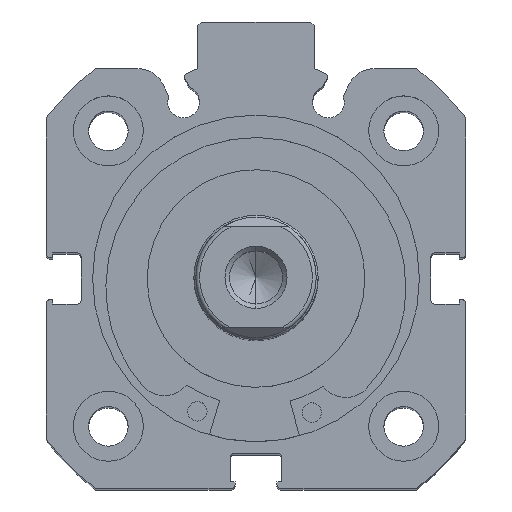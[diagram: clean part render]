
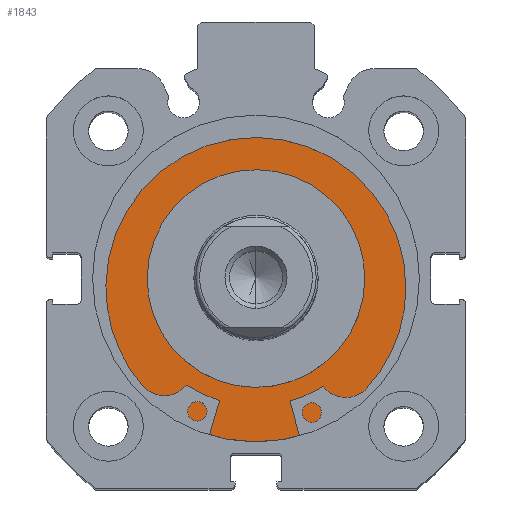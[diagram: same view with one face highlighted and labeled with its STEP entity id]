
A CAD part, top view. The second image highlights one B-rep face of the part: STEP entity #1843.
In plain terms, the highlighted face is planar.
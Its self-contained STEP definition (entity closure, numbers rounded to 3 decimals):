
#32 = DIRECTION ( 'NONE',  ( 0., 0., 1. ) ) ;
#33 = DIRECTION ( 'NONE',  ( -1., 0., 0. ) ) ;
#49 = CARTESIAN_POINT ( 'NONE',  ( 3.5, 0., 0. ) ) ;
#1125 = EDGE_CURVE ( 'NONE', #5853, #5852, #2356, .T. ) ;
#1198 = EDGE_CURVE ( 'NONE', #5833, #5877, #2468, .T. ) ;
#1240 = EDGE_CURVE ( 'NONE', #5877, #5833, #2529, .T. ) ;
#1278 = EDGE_CURVE ( 'NONE', #5852, #5853, #2581, .T. ) ;
#1507 = AXIS2_PLACEMENT_3D ( 'NONE', #49, #33, #32 ) ;
#1539 = AXIS2_PLACEMENT_3D ( 'NONE', #3282, #3290, #3291 ) ;
#1557 = AXIS2_PLACEMENT_3D ( 'NONE', #3393, #3401, #3402 ) ;
#1580 = AXIS2_PLACEMENT_3D ( 'NONE', #3495, #3505, #3506 ) ;
#1698 = AXIS2_PLACEMENT_3D ( 'NONE', #3969, #3971, #3972 ) ;
#1843 = ADVANCED_FACE ( 'NONE', ( #2848, #2851 ), #3970, .F. ) ;
#2356 = CIRCLE ( 'NONE', #1507, 14. ) ;
#2468 = CIRCLE ( 'NONE', #1539, 21. ) ;
#2529 = CIRCLE ( 'NONE', #1557, 21. ) ;
#2581 = CIRCLE ( 'NONE', #1580, 14. ) ;
#2848 = FACE_BOUND ( 'NONE', #6717, .T. ) ;
#2851 = FACE_OUTER_BOUND ( 'NONE', #6686, .T. ) ;
#3282 = CARTESIAN_POINT ( 'NONE',  ( 3.5, 0., 0. ) ) ;
#3290 = DIRECTION ( 'NONE',  ( -1., 0., 0. ) ) ;
#3291 = DIRECTION ( 'NONE',  ( 0., 0., 1. ) ) ;
#3393 = CARTESIAN_POINT ( 'NONE',  ( 3.5, 0., 0. ) ) ;
#3401 = DIRECTION ( 'NONE',  ( -1., 0., 0. ) ) ;
#3402 = DIRECTION ( 'NONE',  ( 0., 0., 1. ) ) ;
#3495 = CARTESIAN_POINT ( 'NONE',  ( 3.5, 0., 0. ) ) ;
#3505 = DIRECTION ( 'NONE',  ( -1., 0., 0. ) ) ;
#3506 = DIRECTION ( 'NONE',  ( 0., 0., 1. ) ) ;
#3969 = CARTESIAN_POINT ( 'NONE',  ( 3.5, 21., 0. ) ) ;
#3970 = PLANE ( 'NONE',  #1698 ) ;
#3971 = DIRECTION ( 'NONE',  ( 1., 0., 0. ) ) ;
#3972 = DIRECTION ( 'NONE',  ( 0., 0., -1. ) ) ;
#5039 = CARTESIAN_POINT ( 'NONE',  ( 3.5, 0., -21. ) ) ;
#5057 = CARTESIAN_POINT ( 'NONE',  ( 3.5, 0., -14. ) ) ;
#5058 = CARTESIAN_POINT ( 'NONE',  ( 3.5, 0., 14. ) ) ;
#5081 = CARTESIAN_POINT ( 'NONE',  ( 3.5, 0., 21. ) ) ;
#5833 = VERTEX_POINT ( 'NONE', #5039 ) ;
#5852 = VERTEX_POINT ( 'NONE', #5057 ) ;
#5853 = VERTEX_POINT ( 'NONE', #5058 ) ;
#5877 = VERTEX_POINT ( 'NONE', #5081 ) ;
#6077 = ORIENTED_EDGE ( 'NONE', *, *, #1198, .T. ) ;
#6144 = ORIENTED_EDGE ( 'NONE', *, *, #1278, .F. ) ;
#6184 = ORIENTED_EDGE ( 'NONE', *, *, #1125, .F. ) ;
#6686 = EDGE_LOOP ( 'NONE', ( #7015, #6077 ) ) ;
#6717 = EDGE_LOOP ( 'NONE', ( #6184, #6144 ) ) ;
#7015 = ORIENTED_EDGE ( 'NONE', *, *, #1240, .T. ) ;
